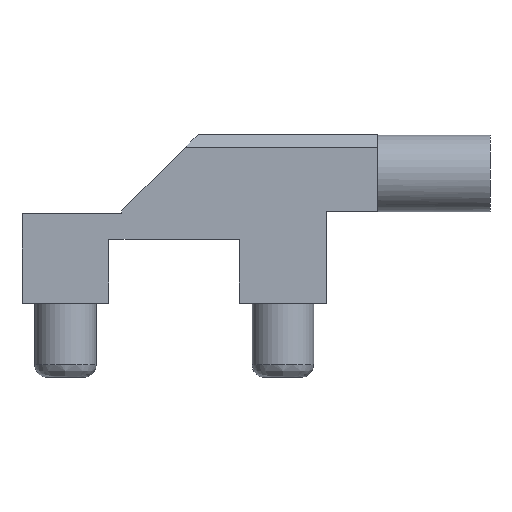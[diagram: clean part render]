
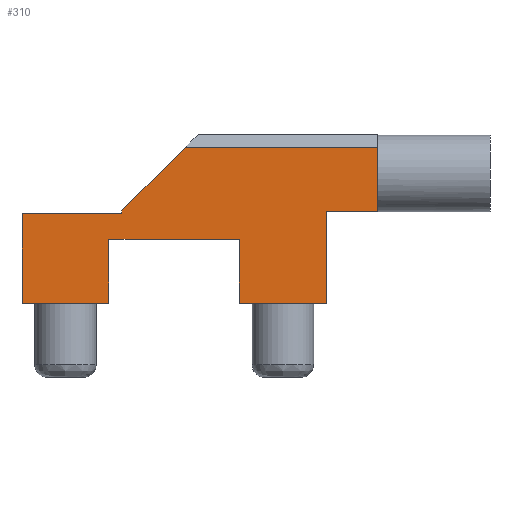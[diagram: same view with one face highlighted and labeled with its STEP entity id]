
A CAD part, front view. The second image highlights one B-rep face of the part: STEP entity #310.
In plain terms, the highlighted planar face has unit normal (0, -1, 0).
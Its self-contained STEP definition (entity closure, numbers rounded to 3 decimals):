
#2 = VERTEX_POINT ( 'NONE', #219 ) ;
#10 = VECTOR ( 'NONE', #216, 1000. ) ;
#12 = VECTOR ( 'NONE', #488, 1000. ) ;
#16 = LINE ( 'NONE', #971, #207 ) ;
#23 = VERTEX_POINT ( 'NONE', #76 ) ;
#25 = EDGE_CURVE ( 'NONE', #1414, #1062, #1317, .T. ) ;
#63 = CARTESIAN_POINT ( 'NONE',  ( 10.2, -1.5, 3.6 ) ) ;
#76 = CARTESIAN_POINT ( 'NONE',  ( 2.2, -1.5, 3.61 ) ) ;
#87 = EDGE_CURVE ( 'NONE', #1414, #582, #16, .T. ) ;
#127 = LINE ( 'NONE', #507, #1000 ) ;
#128 = CARTESIAN_POINT ( 'NONE',  ( 2.2, -1.5, 3.5 ) ) ;
#135 = DIRECTION ( 'NONE',  ( 0., 0., -1. ) ) ;
#160 = DIRECTION ( 'NONE',  ( 0., 0., 1. ) ) ;
#164 = VECTOR ( 'NONE', #492, 1000. ) ;
#176 = ORIENTED_EDGE ( 'NONE', *, *, #880, .T. ) ;
#207 = VECTOR ( 'NONE', #135, 1000. ) ;
#216 = DIRECTION ( 'NONE',  ( 0., 0., -1. ) ) ;
#219 = CARTESIAN_POINT ( 'NONE',  ( 10.2, -1.5, 3.6 ) ) ;
#235 = CARTESIAN_POINT ( 'NONE',  ( 10.2, -1.5, 6.1 ) ) ;
#258 = VERTEX_POINT ( 'NONE', #1418 ) ;
#273 = ORIENTED_EDGE ( 'NONE', *, *, #955, .F. ) ;
#281 = CARTESIAN_POINT ( 'NONE',  ( 12.2, -1.5, 3.6 ) ) ;
#307 = ORIENTED_EDGE ( 'NONE', *, *, #998, .F. ) ;
#310 = ADVANCED_FACE ( 'NONE', ( #757 ), #1349, .F. ) ;
#328 = LINE ( 'NONE', #1379, #494 ) ;
#379 = DIRECTION ( 'NONE',  ( 0., 0., -1. ) ) ;
#418 = VERTEX_POINT ( 'NONE', #458 ) ;
#452 = EDGE_CURVE ( 'NONE', #2, #258, #817, .T. ) ;
#457 = DIRECTION ( 'NONE',  ( 1., 0., 0. ) ) ;
#458 = CARTESIAN_POINT ( 'NONE',  ( 6.8, -1.5, 0. ) ) ;
#465 = DIRECTION ( 'NONE',  ( 0., 0., 1. ) ) ;
#472 = VECTOR ( 'NONE', #800, 1000. ) ;
#481 = LINE ( 'NONE', #729, #805 ) ;
#488 = DIRECTION ( 'NONE',  ( -1., 0., 0. ) ) ;
#492 = DIRECTION ( 'NONE',  ( 0., 0., 1. ) ) ;
#494 = VECTOR ( 'NONE', #1016, 1000. ) ;
#507 = CARTESIAN_POINT ( 'NONE',  ( 1.7, -1.5, 0. ) ) ;
#525 = VERTEX_POINT ( 'NONE', #1526 ) ;
#544 = CARTESIAN_POINT ( 'NONE',  ( 1.7, -1.5, 2.5 ) ) ;
#566 = VECTOR ( 'NONE', #1093, 1000. ) ;
#567 = LINE ( 'NONE', #925, #1400 ) ;
#568 = AXIS2_PLACEMENT_3D ( 'NONE', #63, #1020, #160 ) ;
#582 = VERTEX_POINT ( 'NONE', #1204 ) ;
#591 = LINE ( 'NONE', #1546, #752 ) ;
#599 = VERTEX_POINT ( 'NONE', #128 ) ;
#602 = LINE ( 'NONE', #281, #1131 ) ;
#632 = ORIENTED_EDGE ( 'NONE', *, *, #1515, .F. ) ;
#669 = CARTESIAN_POINT ( 'NONE',  ( 4.69, -1.5, 6.1 ) ) ;
#708 = VERTEX_POINT ( 'NONE', #898 ) ;
#711 = CARTESIAN_POINT ( 'NONE',  ( -1.7, -1.5, 0. ) ) ;
#716 = DIRECTION ( 'NONE',  ( 0., 0., 1. ) ) ;
#725 = ORIENTED_EDGE ( 'NONE', *, *, #814, .T. ) ;
#729 = CARTESIAN_POINT ( 'NONE',  ( 6.8, -1.5, 0. ) ) ;
#733 = LINE ( 'NONE', #1221, #164 ) ;
#752 = VECTOR ( 'NONE', #911, 1000. ) ;
#757 = FACE_OUTER_BOUND ( 'NONE', #1422, .T. ) ;
#768 = LINE ( 'NONE', #878, #12 ) ;
#795 = CARTESIAN_POINT ( 'NONE',  ( 12.2, -1.5, 3.6 ) ) ;
#799 = EDGE_CURVE ( 'NONE', #525, #599, #1164, .T. ) ;
#800 = DIRECTION ( 'NONE',  ( 1., 0., 0. ) ) ;
#802 = VECTOR ( 'NONE', #465, 1000. ) ;
#805 = VECTOR ( 'NONE', #996, 1000. ) ;
#808 = VERTEX_POINT ( 'NONE', #1276 ) ;
#814 = EDGE_CURVE ( 'NONE', #2, #1265, #1517, .T. ) ;
#817 = LINE ( 'NONE', #934, #10 ) ;
#838 = VERTEX_POINT ( 'NONE', #1415 ) ;
#856 = ORIENTED_EDGE ( 'NONE', *, *, #926, .F. ) ;
#860 = EDGE_CURVE ( 'NONE', #418, #838, #567, .T. ) ;
#878 = CARTESIAN_POINT ( 'NONE',  ( -1.7, -1.5, 2.5 ) ) ;
#880 = EDGE_CURVE ( 'NONE', #1062, #23, #591, .T. ) ;
#898 = CARTESIAN_POINT ( 'NONE',  ( -1.7, -1.5, 0. ) ) ;
#911 = DIRECTION ( 'NONE',  ( -0.707, 0., -0.707 ) ) ;
#925 = CARTESIAN_POINT ( 'NONE',  ( 6.8, -1.5, 0. ) ) ;
#926 = EDGE_CURVE ( 'NONE', #838, #1445, #768, .T. ) ;
#934 = CARTESIAN_POINT ( 'NONE',  ( 10.2, -1.5, 0. ) ) ;
#948 = ORIENTED_EDGE ( 'NONE', *, *, #799, .F. ) ;
#955 = EDGE_CURVE ( 'NONE', #258, #418, #481, .T. ) ;
#971 = CARTESIAN_POINT ( 'NONE',  ( 12.2, -1.5, 3.6 ) ) ;
#985 = CARTESIAN_POINT ( 'NONE',  ( 12.2, -1.5, 6.1 ) ) ;
#996 = DIRECTION ( 'NONE',  ( -1., 0., 0. ) ) ;
#998 = EDGE_CURVE ( 'NONE', #582, #1265, #602, .T. ) ;
#1000 = VECTOR ( 'NONE', #379, 1000. ) ;
#1016 = DIRECTION ( 'NONE',  ( -1., 0., 0. ) ) ;
#1020 = DIRECTION ( 'NONE',  ( 0., 1., 0. ) ) ;
#1036 = ORIENTED_EDGE ( 'NONE', *, *, #87, .F. ) ;
#1051 = EDGE_CURVE ( 'NONE', #808, #708, #328, .T. ) ;
#1062 = VERTEX_POINT ( 'NONE', #669 ) ;
#1093 = DIRECTION ( 'NONE',  ( -1., 0., 0. ) ) ;
#1105 = VECTOR ( 'NONE', #457, 1000. ) ;
#1131 = VECTOR ( 'NONE', #1245, 1000. ) ;
#1164 = LINE ( 'NONE', #1290, #472 ) ;
#1178 = CARTESIAN_POINT ( 'NONE',  ( 10.2, -1.5, 3.6 ) ) ;
#1188 = ORIENTED_EDGE ( 'NONE', *, *, #452, .F. ) ;
#1192 = ORIENTED_EDGE ( 'NONE', *, *, #25, .T. ) ;
#1198 = ORIENTED_EDGE ( 'NONE', *, *, #1216, .F. ) ;
#1204 = CARTESIAN_POINT ( 'NONE',  ( 12.2, -1.5, 5.08 ) ) ;
#1216 = EDGE_CURVE ( 'NONE', #599, #23, #733, .T. ) ;
#1221 = CARTESIAN_POINT ( 'NONE',  ( 2.2, -1.5, 3.5 ) ) ;
#1245 = DIRECTION ( 'NONE',  ( 0., 0., -1. ) ) ;
#1265 = VERTEX_POINT ( 'NONE', #795 ) ;
#1276 = CARTESIAN_POINT ( 'NONE',  ( 1.7, -1.5, 0. ) ) ;
#1290 = CARTESIAN_POINT ( 'NONE',  ( -1.7, -1.5, 3.5 ) ) ;
#1317 = LINE ( 'NONE', #235, #566 ) ;
#1338 = ORIENTED_EDGE ( 'NONE', *, *, #860, .F. ) ;
#1349 = PLANE ( 'NONE',  #568 ) ;
#1363 = EDGE_CURVE ( 'NONE', #708, #525, #1540, .T. ) ;
#1374 = ORIENTED_EDGE ( 'NONE', *, *, #1051, .F. ) ;
#1379 = CARTESIAN_POINT ( 'NONE',  ( -1.7, -1.5, 0. ) ) ;
#1400 = VECTOR ( 'NONE', #716, 1000. ) ;
#1414 = VERTEX_POINT ( 'NONE', #985 ) ;
#1415 = CARTESIAN_POINT ( 'NONE',  ( 6.8, -1.5, 2.5 ) ) ;
#1418 = CARTESIAN_POINT ( 'NONE',  ( 10.2, -1.5, 0. ) ) ;
#1422 = EDGE_LOOP ( 'NONE', ( #307, #1036, #1192, #176, #1198, #948, #1528, #1374, #632, #856, #1338, #273, #1188, #725 ) ) ;
#1445 = VERTEX_POINT ( 'NONE', #544 ) ;
#1515 = EDGE_CURVE ( 'NONE', #1445, #808, #127, .T. ) ;
#1517 = LINE ( 'NONE', #1178, #1105 ) ;
#1526 = CARTESIAN_POINT ( 'NONE',  ( -1.7, -1.5, 3.5 ) ) ;
#1528 = ORIENTED_EDGE ( 'NONE', *, *, #1363, .F. ) ;
#1540 = LINE ( 'NONE', #711, #802 ) ;
#1546 = CARTESIAN_POINT ( 'NONE',  ( 3.695, -1.5, 5.105 ) ) ;
